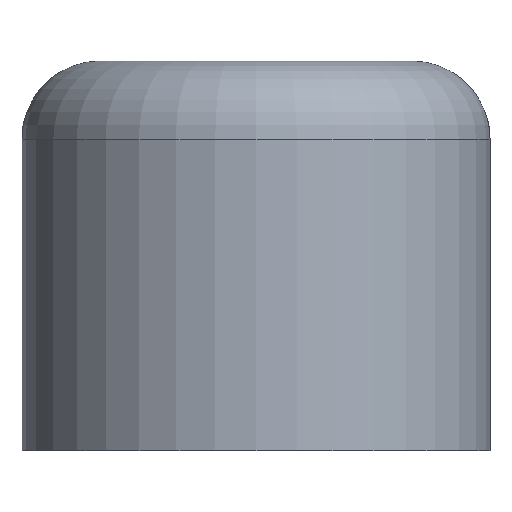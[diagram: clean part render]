
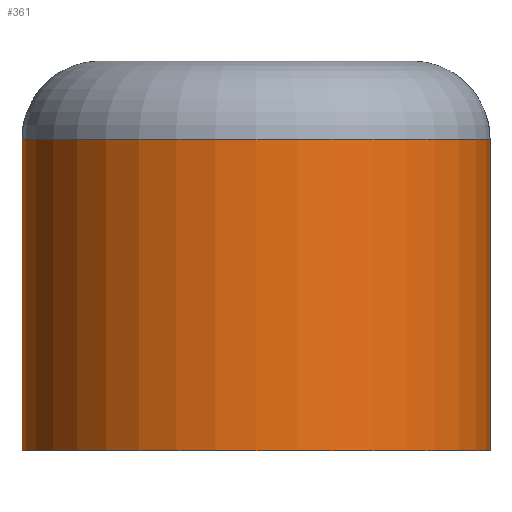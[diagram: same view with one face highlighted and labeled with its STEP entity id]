
A CAD part, left-side view. The second image highlights one B-rep face of the part: STEP entity #361.
In plain terms, the highlighted cylindrical face has radius 3 mm (diameter 6 mm), a partial arc.
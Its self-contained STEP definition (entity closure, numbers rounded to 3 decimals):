
#18=CYLINDRICAL_SURFACE('',#418,3.);
#32=LINE('',#606,#52);
#38=LINE('',#645,#58);
#52=VECTOR('',#465,10.);
#58=VECTOR('',#491,10.);
#89=FACE_OUTER_BOUND('',#112,.T.);
#112=EDGE_LOOP('',(#301,#302,#303,#304));
#139=CIRCLE('',#409,3.);
#146=CIRCLE('',#419,3.);
#168=VERTEX_POINT('',#603);
#169=VERTEX_POINT('',#605);
#177=VERTEX_POINT('',#642);
#178=VERTEX_POINT('',#644);
#202=EDGE_CURVE('',#168,#169,#32,.T.);
#215=EDGE_CURVE('',#178,#177,#38,.T.);
#220=EDGE_CURVE('',#169,#177,#139,.T.);
#228=EDGE_CURVE('',#168,#178,#146,.T.);
#301=ORIENTED_EDGE('',*,*,#220,.F.);
#302=ORIENTED_EDGE('',*,*,#202,.F.);
#303=ORIENTED_EDGE('',*,*,#228,.T.);
#304=ORIENTED_EDGE('',*,*,#215,.T.);
#361=ADVANCED_FACE('',(#89),#18,.T.);
#409=AXIS2_PLACEMENT_3D('',#654,#502,#503);
#418=AXIS2_PLACEMENT_3D('',#667,#521,#522);
#419=AXIS2_PLACEMENT_3D('',#668,#523,#524);
#465=DIRECTION('',(0.,0.,1.));
#491=DIRECTION('',(0.,0.,1.));
#502=DIRECTION('center_axis',(0.,0.,1.));
#503=DIRECTION('ref_axis',(-1.,0.,0.));
#521=DIRECTION('center_axis',(0.,0.,1.));
#522=DIRECTION('ref_axis',(-1.,0.,0.));
#523=DIRECTION('center_axis',(0.,0.,1.));
#524=DIRECTION('ref_axis',(1.,0.,0.));
#603=CARTESIAN_POINT('',(0.,3.,0.));
#605=CARTESIAN_POINT('',(0.,3.,4.));
#606=CARTESIAN_POINT('',(0.,3.,0.));
#642=CARTESIAN_POINT('',(0.,-3.,4.));
#644=CARTESIAN_POINT('',(0.,-3.,0.));
#645=CARTESIAN_POINT('',(0.,-3.,0.));
#654=CARTESIAN_POINT('Origin',(0.,0.,4.));
#667=CARTESIAN_POINT('Origin',(0.,0.,0.));
#668=CARTESIAN_POINT('Origin',(0.,0.,0.));
